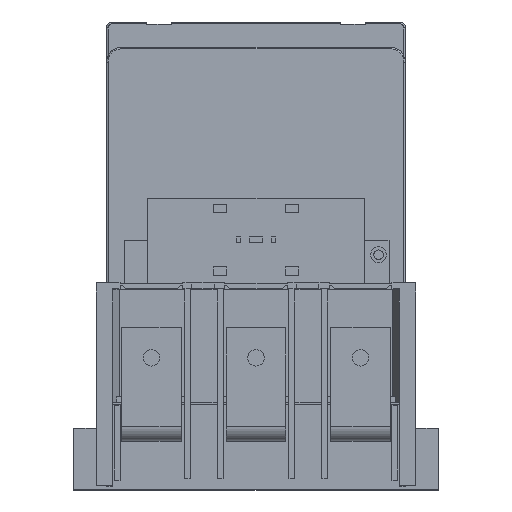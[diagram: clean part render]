
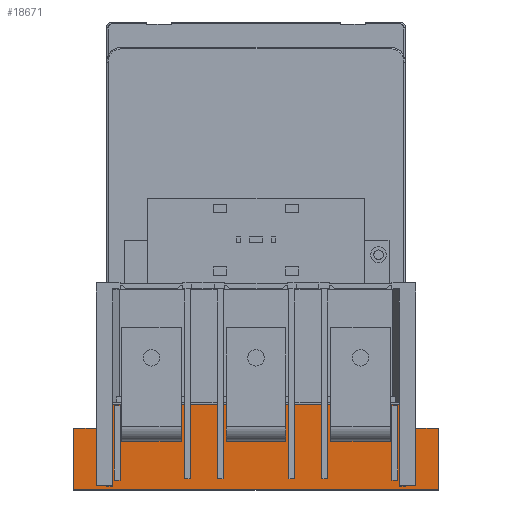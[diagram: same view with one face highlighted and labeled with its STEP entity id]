
A CAD part, top view. The second image highlights one B-rep face of the part: STEP entity #18671.
In plain terms, the highlighted planar face has unit normal (0, 0, 1).
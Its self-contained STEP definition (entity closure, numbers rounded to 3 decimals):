
#780=DIRECTION('',(0.,1.,0.));
#781=VECTOR('',#780,8.);
#782=CARTESIAN_POINT('',(14.636,-141.065,-91.385));
#783=LINE('',#782,#781);
#1008=DIRECTION('',(0.,-1.,0.));
#1009=VECTOR('',#1008,8.);
#1010=CARTESIAN_POINT('',(114.636,-133.065,
-91.385));
#1011=LINE('',#1010,#1009);
#2996=DIRECTION('',(1.,0.,0.));
#2997=VECTOR('',#2996,100.);
#2998=CARTESIAN_POINT('',(14.636,-133.065,
-91.385));
#2999=LINE('',#2998,#2997);
#4800=DIRECTION('',(1.,0.,0.));
#4801=VECTOR('',#4800,122.);
#4802=CARTESIAN_POINT('',(3.636,-161.465,
-91.385));
#4803=LINE('',#4802,#4801);
#4804=DIRECTION('',(0.,-1.,0.));
#4805=VECTOR('',#4804,20.4);
#4806=CARTESIAN_POINT('',(3.636,-141.065,
-91.385));
#4807=LINE('',#4806,#4805);
#4808=DIRECTION('',(-1.,0.,0.));
#4809=VECTOR('',#4808,11.);
#4810=CARTESIAN_POINT('',(14.636,-141.065,
-91.385));
#4811=LINE('',#4810,#4809);
#4812=DIRECTION('',(-1.,0.,0.));
#4813=VECTOR('',#4812,11.);
#4814=CARTESIAN_POINT('',(125.636,-141.065,
-91.385));
#4815=LINE('',#4814,#4813);
#4816=DIRECTION('',(0.,1.,0.));
#4817=VECTOR('',#4816,20.4);
#4818=CARTESIAN_POINT('',(125.636,-161.465,
-91.385));
#4819=LINE('',#4818,#4817);
#4820=DIRECTION('',(1.,0.,0.));
#4821=VECTOR('',#4820,20.);
#4822=CARTESIAN_POINT('',(19.636,-142.465,
-91.385));
#4823=LINE('',#4822,#4821);
#4824=DIRECTION('',(0.,1.,0.));
#4825=VECTOR('',#4824,3.);
#4826=CARTESIAN_POINT('',(19.636,-145.465,
-91.385));
#4827=LINE('',#4826,#4825);
#4828=DIRECTION('',(-1.,0.,0.));
#4829=VECTOR('',#4828,20.);
#4830=CARTESIAN_POINT('',(39.636,-145.465,
-91.385));
#4831=LINE('',#4830,#4829);
#4832=DIRECTION('',(0.,-1.,0.));
#4833=VECTOR('',#4832,3.);
#4834=CARTESIAN_POINT('',(39.636,-142.465,
-91.385));
#4835=LINE('',#4834,#4833);
#4836=DIRECTION('',(1.,0.,0.));
#4837=VECTOR('',#4836,20.);
#4838=CARTESIAN_POINT('',(54.636,-142.465,
-91.385));
#4839=LINE('',#4838,#4837);
#4840=DIRECTION('',(0.,1.,0.));
#4841=VECTOR('',#4840,3.);
#4842=CARTESIAN_POINT('',(54.636,-145.465,
-91.385));
#4843=LINE('',#4842,#4841);
#4844=DIRECTION('',(-1.,0.,0.));
#4845=VECTOR('',#4844,20.);
#4846=CARTESIAN_POINT('',(74.636,-145.465,
-91.385));
#4847=LINE('',#4846,#4845);
#4848=DIRECTION('',(0.,-1.,0.));
#4849=VECTOR('',#4848,3.);
#4850=CARTESIAN_POINT('',(74.636,-142.465,
-91.385));
#4851=LINE('',#4850,#4849);
#4852=DIRECTION('',(1.,0.,0.));
#4853=VECTOR('',#4852,20.);
#4854=CARTESIAN_POINT('',(89.636,-142.465,
-91.385));
#4855=LINE('',#4854,#4853);
#4856=DIRECTION('',(0.,1.,0.));
#4857=VECTOR('',#4856,3.);
#4858=CARTESIAN_POINT('',(89.636,-145.465,
-91.385));
#4859=LINE('',#4858,#4857);
#4860=DIRECTION('',(-1.,0.,0.));
#4861=VECTOR('',#4860,20.);
#4862=CARTESIAN_POINT('',(109.636,-145.465,
-91.385));
#4863=LINE('',#4862,#4861);
#4864=DIRECTION('',(0.,-1.,0.));
#4865=VECTOR('',#4864,3.);
#4866=CARTESIAN_POINT('',(109.636,-142.465,
-91.385));
#4867=LINE('',#4866,#4865);
#4868=DIRECTION('',(0.,1.,0.));
#4869=VECTOR('',#4868,24.9);
#4870=CARTESIAN_POINT('',(110.136,-158.465,
-91.385));
#4871=LINE('',#4870,#4869);
#4872=DIRECTION('',(-1.,0.,0.));
#4873=VECTOR('',#4872,2.);
#4874=CARTESIAN_POINT('',(112.136,-158.465,
-91.385));
#4875=LINE('',#4874,#4873);
#4876=DIRECTION('',(0.,-1.,0.));
#4877=VECTOR('',#4876,24.9);
#4878=CARTESIAN_POINT('',(112.136,-133.565,
-91.385));
#4879=LINE('',#4878,#4877);
#4880=DIRECTION('',(1.,0.,0.));
#4881=VECTOR('',#4880,2.);
#4882=CARTESIAN_POINT('',(110.136,-133.565,
-91.385));
#4883=LINE('',#4882,#4881);
#4884=DIRECTION('',(0.,1.,0.));
#4885=VECTOR('',#4884,24.9);
#4886=CARTESIAN_POINT('',(17.136,-158.465,
-91.385));
#4887=LINE('',#4886,#4885);
#4888=DIRECTION('',(-1.,0.,0.));
#4889=VECTOR('',#4888,2.);
#4890=CARTESIAN_POINT('',(19.136,-158.465,
-91.385));
#4891=LINE('',#4890,#4889);
#4892=DIRECTION('',(0.,-1.,0.));
#4893=VECTOR('',#4892,24.9);
#4894=CARTESIAN_POINT('',(19.136,-133.565,
-91.385));
#4895=LINE('',#4894,#4893);
#4896=DIRECTION('',(1.,0.,0.));
#4897=VECTOR('',#4896,2.);
#4898=CARTESIAN_POINT('',(17.136,-133.565,
-91.385));
#4899=LINE('',#4898,#4897);
#8621=CARTESIAN_POINT('',(17.136,-158.465,
-91.385));
#8622=CARTESIAN_POINT('',(17.136,-133.565,
-91.385));
#8623=VERTEX_POINT('',#8621);
#8624=VERTEX_POINT('',#8622);
#8625=CARTESIAN_POINT('',(19.136,-133.565,
-91.385));
#8626=VERTEX_POINT('',#8625);
#8627=CARTESIAN_POINT('',(19.136,-158.465,
-91.385));
#8628=VERTEX_POINT('',#8627);
#8637=CARTESIAN_POINT('',(110.136,-158.465,
-91.385));
#8638=CARTESIAN_POINT('',(110.136,-133.565,
-91.385));
#8639=VERTEX_POINT('',#8637);
#8640=VERTEX_POINT('',#8638);
#8641=CARTESIAN_POINT('',(112.136,-133.565,
-91.385));
#8642=VERTEX_POINT('',#8641);
#8643=CARTESIAN_POINT('',(112.136,-158.465,
-91.385));
#8644=VERTEX_POINT('',#8643);
#8669=CARTESIAN_POINT('',(89.636,-142.465,
-91.385));
#8670=CARTESIAN_POINT('',(109.636,-142.465,
-91.385));
#8671=VERTEX_POINT('',#8669);
#8672=VERTEX_POINT('',#8670);
#8673=CARTESIAN_POINT('',(109.636,-145.465,
-91.385));
#8674=VERTEX_POINT('',#8673);
#8675=CARTESIAN_POINT('',(89.636,-145.465,
-91.385));
#8676=VERTEX_POINT('',#8675);
#8701=CARTESIAN_POINT('',(54.636,-142.465,
-91.385));
#8702=CARTESIAN_POINT('',(74.636,-142.465,
-91.385));
#8703=VERTEX_POINT('',#8701);
#8704=VERTEX_POINT('',#8702);
#8705=CARTESIAN_POINT('',(74.636,-145.465,
-91.385));
#8706=VERTEX_POINT('',#8705);
#8707=CARTESIAN_POINT('',(54.636,-145.465,
-91.385));
#8708=VERTEX_POINT('',#8707);
#8733=CARTESIAN_POINT('',(19.636,-142.465,
-91.385));
#8734=CARTESIAN_POINT('',(39.636,-142.465,
-91.385));
#8735=VERTEX_POINT('',#8733);
#8736=VERTEX_POINT('',#8734);
#8737=CARTESIAN_POINT('',(39.636,-145.465,
-91.385));
#8738=VERTEX_POINT('',#8737);
#8739=CARTESIAN_POINT('',(19.636,-145.465,
-91.385));
#8740=VERTEX_POINT('',#8739);
#9741=CARTESIAN_POINT('',(125.636,-141.065,
-91.385));
#9742=CARTESIAN_POINT('',(114.636,-141.065,
-91.385));
#9743=VERTEX_POINT('',#9741);
#9744=VERTEX_POINT('',#9742);
#9749=CARTESIAN_POINT('',(3.636,-141.065,
-91.385));
#9750=VERTEX_POINT('',#9749);
#9751=CARTESIAN_POINT('',(14.636,-141.065,
-91.385));
#9752=VERTEX_POINT('',#9751);
#9769=CARTESIAN_POINT('',(125.636,-161.465,
-91.385));
#9770=VERTEX_POINT('',#9769);
#9771=CARTESIAN_POINT('',(3.636,-161.465,
-91.385));
#9772=VERTEX_POINT('',#9771);
#9773=CARTESIAN_POINT('',(114.636,-133.065,
-91.385));
#9774=VERTEX_POINT('',#9773);
#9775=CARTESIAN_POINT('',(14.636,-133.065,
-91.385));
#9776=VERTEX_POINT('',#9775);
#18603=CARTESIAN_POINT('',(64.636,-147.265,
-91.385));
#18604=DIRECTION('',(0.,0.,1.));
#18605=DIRECTION('',(-1.,0.,0.));
#18606=AXIS2_PLACEMENT_3D('',#18603,#18604,#18605);
#18607=PLANE('',#18606);
#18608=ORIENTED_EDGE('',*,*,#11081,.F.);
#18609=ORIENTED_EDGE('',*,*,#11249,.F.);
#18611=ORIENTED_EDGE('',*,*,#18610,.F.);
#18612=ORIENTED_EDGE('',*,*,#11344,.T.);
#18613=ORIENTED_EDGE('',*,*,#14880,.T.);
#18614=ORIENTED_EDGE('',*,*,#11522,.T.);
#18616=ORIENTED_EDGE('',*,*,#18615,.F.);
#18618=ORIENTED_EDGE('',*,*,#18617,.F.);
#18619=EDGE_LOOP('',(#18608,#18609,#18611,#18612,#18613,#18614,#18616,#18618));
#18620=FACE_OUTER_BOUND('',#18619,.F.);
#18622=ORIENTED_EDGE('',*,*,#18621,.F.);
#18624=ORIENTED_EDGE('',*,*,#18623,.F.);
#18626=ORIENTED_EDGE('',*,*,#18625,.F.);
#18628=ORIENTED_EDGE('',*,*,#18627,.F.);
#18629=EDGE_LOOP('',(#18622,#18624,#18626,#18628));
#18630=FACE_BOUND('',#18629,.F.);
#18632=ORIENTED_EDGE('',*,*,#18631,.F.);
#18634=ORIENTED_EDGE('',*,*,#18633,.F.);
#18636=ORIENTED_EDGE('',*,*,#18635,.F.);
#18638=ORIENTED_EDGE('',*,*,#18637,.F.);
#18639=EDGE_LOOP('',(#18632,#18634,#18636,#18638));
#18640=FACE_BOUND('',#18639,.F.);
#18642=ORIENTED_EDGE('',*,*,#18641,.F.);
#18644=ORIENTED_EDGE('',*,*,#18643,.F.);
#18646=ORIENTED_EDGE('',*,*,#18645,.F.);
#18648=ORIENTED_EDGE('',*,*,#18647,.F.);
#18649=EDGE_LOOP('',(#18642,#18644,#18646,#18648));
#18650=FACE_BOUND('',#18649,.F.);
#18652=ORIENTED_EDGE('',*,*,#18651,.F.);
#18654=ORIENTED_EDGE('',*,*,#18653,.F.);
#18656=ORIENTED_EDGE('',*,*,#18655,.F.);
#18658=ORIENTED_EDGE('',*,*,#18657,.F.);
#18659=EDGE_LOOP('',(#18652,#18654,#18656,#18658));
#18660=FACE_BOUND('',#18659,.F.);
#18662=ORIENTED_EDGE('',*,*,#18661,.F.);
#18664=ORIENTED_EDGE('',*,*,#18663,.F.);
#18666=ORIENTED_EDGE('',*,*,#18665,.F.);
#18668=ORIENTED_EDGE('',*,*,#18667,.F.);
#18669=EDGE_LOOP('',(#18662,#18664,#18666,#18668));
#18670=FACE_BOUND('',#18669,.F.);
#11081=EDGE_CURVE('',#9772,#9770,#4803,.T.);
#11249=EDGE_CURVE('',#9750,#9772,#4807,.T.);
#11344=EDGE_CURVE('',#9752,#9776,#783,.T.);
#11522=EDGE_CURVE('',#9774,#9744,#1011,.T.);
#14880=EDGE_CURVE('',#9776,#9774,#2999,.T.);
#18610=EDGE_CURVE('',#9752,#9750,#4811,.T.);
#18615=EDGE_CURVE('',#9743,#9744,#4815,.T.);
#18617=EDGE_CURVE('',#9770,#9743,#4819,.T.);
#18621=EDGE_CURVE('',#8735,#8736,#4823,.T.);
#18623=EDGE_CURVE('',#8740,#8735,#4827,.T.);
#18625=EDGE_CURVE('',#8738,#8740,#4831,.T.);
#18627=EDGE_CURVE('',#8736,#8738,#4835,.T.);
#18631=EDGE_CURVE('',#8703,#8704,#4839,.T.);
#18633=EDGE_CURVE('',#8708,#8703,#4843,.T.);
#18635=EDGE_CURVE('',#8706,#8708,#4847,.T.);
#18637=EDGE_CURVE('',#8704,#8706,#4851,.T.);
#18641=EDGE_CURVE('',#8671,#8672,#4855,.T.);
#18643=EDGE_CURVE('',#8676,#8671,#4859,.T.);
#18645=EDGE_CURVE('',#8674,#8676,#4863,.T.);
#18647=EDGE_CURVE('',#8672,#8674,#4867,.T.);
#18651=EDGE_CURVE('',#8639,#8640,#4871,.T.);
#18653=EDGE_CURVE('',#8644,#8639,#4875,.T.);
#18655=EDGE_CURVE('',#8642,#8644,#4879,.T.);
#18657=EDGE_CURVE('',#8640,#8642,#4883,.T.);
#18661=EDGE_CURVE('',#8623,#8624,#4887,.T.);
#18663=EDGE_CURVE('',#8628,#8623,#4891,.T.);
#18665=EDGE_CURVE('',#8626,#8628,#4895,.T.);
#18667=EDGE_CURVE('',#8624,#8626,#4899,.T.);
#18671=ADVANCED_FACE('',(#18620,#18630,#18640,#18650,#18660,#18670),#18607,.T.);
